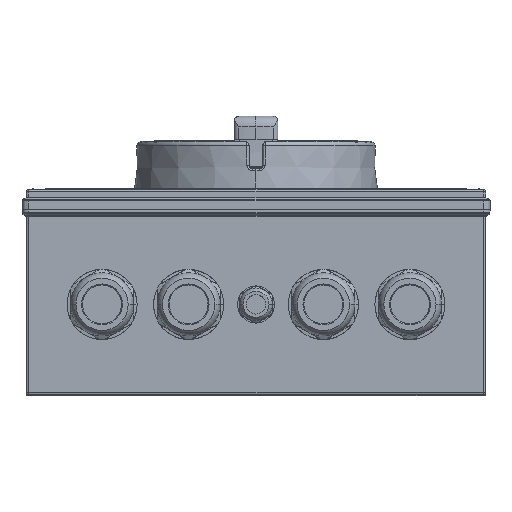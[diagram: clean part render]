
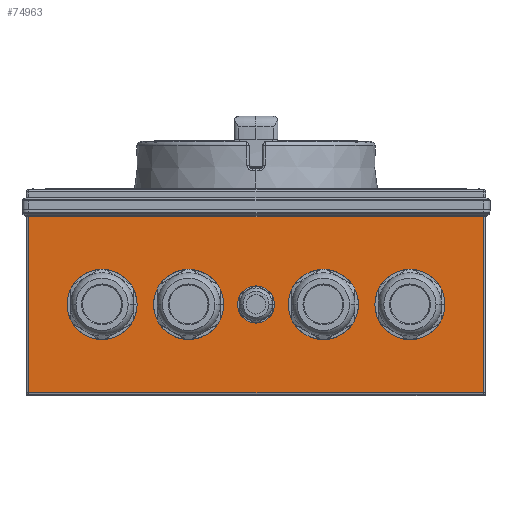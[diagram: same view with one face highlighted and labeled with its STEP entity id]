
A CAD part, top view. The second image highlights one B-rep face of the part: STEP entity #74963.
In plain terms, the highlighted face is planar.
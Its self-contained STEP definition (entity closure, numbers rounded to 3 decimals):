
#31922 = CARTESIAN_POINT ( 'NONE',  ( -167.25, -133.3, -165.45 ) ) ;
#31927 = CARTESIAN_POINT ( 'NONE',  ( -167.25, -4.994, -165.45 ) ) ;
#31931 = CARTESIAN_POINT ( 'NONE',  ( -167.25, -133.3, 165.45 ) ) ;
#31941 = CARTESIAN_POINT ( 'NONE',  ( -167.25, -4.994, 165.45 ) ) ;
#37202 = ORIENTED_EDGE ( 'NONE', *, *, #95023, .F. ) ;
#37204 = ORIENTED_EDGE ( 'NONE', *, *, #135437, .F. ) ;
#37206 = ORIENTED_EDGE ( 'NONE', *, *, #95028, .F. ) ;
#37208 = ORIENTED_EDGE ( 'NONE', *, *, #135441, .F. ) ;
#37210 = ORIENTED_EDGE ( 'NONE', *, *, #95033, .F. ) ;
#37212 = ORIENTED_EDGE ( 'NONE', *, *, #132949, .F. ) ;
#37215 = ORIENTED_EDGE ( 'NONE', *, *, #95037, .F. ) ;
#37217 = ORIENTED_EDGE ( 'NONE', *, *, #135439, .F. ) ;
#37219 = ORIENTED_EDGE ( 'NONE', *, *, #95041, .F. ) ;
#37221 = ORIENTED_EDGE ( 'NONE', *, *, #135387, .F. ) ;
#37223 = ORIENTED_EDGE ( 'NONE', *, *, #95044, .T. ) ;
#37225 = ORIENTED_EDGE ( 'NONE', *, *, #95048, .T. ) ;
#37228 = ORIENTED_EDGE ( 'NONE', *, *, #95053, .T. ) ;
#37230 = ORIENTED_EDGE ( 'NONE', *, *, #95058, .T. ) ;
#41389 = DIRECTION ( 'NONE',  ( -1., 0., 0. ) ) ;
#41396 = PLANE ( 'NONE',  #57639 ) ;
#41397 = CARTESIAN_POINT ( 'NONE',  ( -167.25, -134.8, -167.25 ) ) ;
#41401 = DIRECTION ( 'NONE',  ( 0., 0., 1. ) ) ;
#46316 = FACE_BOUND ( 'NONE', #143542, .T. ) ;
#46318 = FACE_BOUND ( 'NONE', #143755, .T. ) ;
#46320 = FACE_BOUND ( 'NONE', #143546, .T. ) ;
#46323 = FACE_BOUND ( 'NONE', #143536, .T. ) ;
#46324 = FACE_BOUND ( 'NONE', #143768, .T. ) ;
#46325 = FACE_OUTER_BOUND ( 'NONE', #143540, .T. ) ;
#48701 = AXIS2_PLACEMENT_3D ( 'NONE', #93735, #93739, #93743 ) ;
#48704 = AXIS2_PLACEMENT_3D ( 'NONE', #93752, #93754, #93758 ) ;
#48707 = AXIS2_PLACEMENT_3D ( 'NONE', #93768, #93772, #93775 ) ;
#48710 = AXIS2_PLACEMENT_3D ( 'NONE', #93784, #93787, #93791 ) ;
#48712 = AXIS2_PLACEMENT_3D ( 'NONE', #93800, #93804, #93808 ) ;
#49952 = AXIS2_PLACEMENT_3D ( 'NONE', #72893, #72894, #72895 ) ;
#50046 = AXIS2_PLACEMENT_3D ( 'NONE', #82773, #82774, #82775 ) ;
#50067 = AXIS2_PLACEMENT_3D ( 'NONE', #82949, #82950, #82951 ) ;
#50068 = AXIS2_PLACEMENT_3D ( 'NONE', #82953, #82954, #82955 ) ;
#50072 = AXIS2_PLACEMENT_3D ( 'NONE', #82962, #82963, #82964 ) ;
#57639 = AXIS2_PLACEMENT_3D ( 'NONE', #41397, #41389, #41401 ) ;
#59769 = CIRCLE ( 'NONE', #49952, 20.25 ) ;
#72893 = CARTESIAN_POINT ( 'NONE',  ( -167.25, -69.007, -49.004 ) ) ;
#72894 = DIRECTION ( 'NONE',  ( -1., 0., 0. ) ) ;
#72895 = DIRECTION ( 'NONE',  ( 0., 0., 1. ) ) ;
#74963 = ADVANCED_FACE ( 'NONE', ( #46316, #46324, #46320, #46323, #46318, #46325 ), #41396, .T. ) ;
#77142 = VERTEX_POINT ( 'NONE', #79024 ) ;
#77145 = VERTEX_POINT ( 'NONE', #79025 ) ;
#77152 = VERTEX_POINT ( 'NONE', #79029 ) ;
#77154 = VERTEX_POINT ( 'NONE', #79030 ) ;
#77162 = VERTEX_POINT ( 'NONE', #79033 ) ;
#77164 = VERTEX_POINT ( 'NONE', #79034 ) ;
#77170 = VERTEX_POINT ( 'NONE', #79038 ) ;
#77172 = VERTEX_POINT ( 'NONE', #79039 ) ;
#77179 = VERTEX_POINT ( 'NONE', #79043 ) ;
#77181 = VERTEX_POINT ( 'NONE', #79044 ) ;
#79024 = CARTESIAN_POINT ( 'NONE',  ( -167.25, -69.013, 28.746 ) ) ;
#79025 = CARTESIAN_POINT ( 'NONE',  ( -167.25, -69.013, 69.246 ) ) ;
#79029 = CARTESIAN_POINT ( 'NONE',  ( -167.25, -69.017, 91.746 ) ) ;
#79030 = CARTESIAN_POINT ( 'NONE',  ( -167.25, -69.017, 132.246 ) ) ;
#79033 = CARTESIAN_POINT ( 'NONE',  ( -167.25, -69.007, -69.254 ) ) ;
#79034 = CARTESIAN_POINT ( 'NONE',  ( -167.25, -69.007, -28.754 ) ) ;
#79038 = CARTESIAN_POINT ( 'NONE',  ( -167.25, -69.003, -132.254 ) ) ;
#79039 = CARTESIAN_POINT ( 'NONE',  ( -167.25, -69.003, -91.754 ) ) ;
#79043 = CARTESIAN_POINT ( 'NONE',  ( -167.25, -69.01, -10.254 ) ) ;
#79044 = CARTESIAN_POINT ( 'NONE',  ( -167.25, -69.01, 10.246 ) ) ;
#81598 = CIRCLE ( 'NONE', #50046, 10.25 ) ;
#81643 = CIRCLE ( 'NONE', #50067, 20.25 ) ;
#81645 = CIRCLE ( 'NONE', #50068, 20.25 ) ;
#81648 = CIRCLE ( 'NONE', #50072, 20.25 ) ;
#82773 = CARTESIAN_POINT ( 'NONE',  ( -167.25, -69.01, -0.004 ) ) ;
#82774 = DIRECTION ( 'NONE',  ( -1., 0., 0. ) ) ;
#82775 = DIRECTION ( 'NONE',  ( 0., 0., 1. ) ) ;
#82949 = CARTESIAN_POINT ( 'NONE',  ( -167.25, -69.013, 48.996 ) ) ;
#82950 = DIRECTION ( 'NONE',  ( -1., 0., 0. ) ) ;
#82951 = DIRECTION ( 'NONE',  ( 0., 0., 1. ) ) ;
#82953 = CARTESIAN_POINT ( 'NONE',  ( -167.25, -69.003, -112.004 ) ) ;
#82954 = DIRECTION ( 'NONE',  ( -1., 0., 0. ) ) ;
#82955 = DIRECTION ( 'NONE',  ( 0., 0., 1. ) ) ;
#82962 = CARTESIAN_POINT ( 'NONE',  ( -167.25, -69.017, 111.996 ) ) ;
#82963 = DIRECTION ( 'NONE',  ( -1., 0., 0. ) ) ;
#82964 = DIRECTION ( 'NONE',  ( 0., 0., 1. ) ) ;
#93735 = CARTESIAN_POINT ( 'NONE',  ( -167.25, -69.013, 48.996 ) ) ;
#93739 = DIRECTION ( 'NONE',  ( -1., 0., 0. ) ) ;
#93743 = DIRECTION ( 'NONE',  ( 0., 0., 1. ) ) ;
#93752 = CARTESIAN_POINT ( 'NONE',  ( -167.25, -69.017, 111.996 ) ) ;
#93754 = DIRECTION ( 'NONE',  ( -1., 0., 0. ) ) ;
#93758 = DIRECTION ( 'NONE',  ( 0., 0., 1. ) ) ;
#93764 = CARTESIAN_POINT ( 'NONE',  ( -167.25, -133.3, 165.45 ) ) ;
#93768 = CARTESIAN_POINT ( 'NONE',  ( -167.25, -69.007, -49.004 ) ) ;
#93772 = DIRECTION ( 'NONE',  ( -1., 0., 0. ) ) ;
#93775 = DIRECTION ( 'NONE',  ( 0., 0., 1. ) ) ;
#93780 = DIRECTION ( 'NONE',  ( 0., 0., 1. ) ) ;
#93784 = CARTESIAN_POINT ( 'NONE',  ( -167.25, -69.003, -112.004 ) ) ;
#93787 = DIRECTION ( 'NONE',  ( -1., 0., 0. ) ) ;
#93791 = DIRECTION ( 'NONE',  ( 0., 0., 1. ) ) ;
#93795 = CARTESIAN_POINT ( 'NONE',  ( -167.25, -134.8, -165.45 ) ) ;
#93799 = DIRECTION ( 'NONE',  ( 0., -1., 0. ) ) ;
#93800 = CARTESIAN_POINT ( 'NONE',  ( -167.25, -69.01, -0.004 ) ) ;
#93804 = DIRECTION ( 'NONE',  ( -1., 0., 0. ) ) ;
#93808 = DIRECTION ( 'NONE',  ( 0., 0., 1. ) ) ;
#93812 = DIRECTION ( 'NONE',  ( 0., 1., 0. ) ) ;
#93818 = CARTESIAN_POINT ( 'NONE',  ( -167.25, -134.8, 165.45 ) ) ;
#93822 = CARTESIAN_POINT ( 'NONE',  ( -167.25, -4.994, -167.25 ) ) ;
#93834 = DIRECTION ( 'NONE',  ( 0., 0., -1. ) ) ;
#95023 = EDGE_CURVE ( 'NONE', #77145, #77142, #95579, .T. ) ;
#95028 = EDGE_CURVE ( 'NONE', #77154, #77152, #95656, .T. ) ;
#95033 = EDGE_CURVE ( 'NONE', #77164, #77162, #95660, .T. ) ;
#95037 = EDGE_CURVE ( 'NONE', #77172, #77170, #95664, .T. ) ;
#95041 = EDGE_CURVE ( 'NONE', #77181, #77179, #95668, .T. ) ;
#95044 = EDGE_CURVE ( 'NONE', #103287, #103282, #95672, .T. ) ;
#95048 = EDGE_CURVE ( 'NONE', #103282, #103290, #95676, .T. ) ;
#95053 = EDGE_CURVE ( 'NONE', #103290, #103291, #95683, .T. ) ;
#95058 = EDGE_CURVE ( 'NONE', #103291, #103287, #95691, .T. ) ;
#95579 = CIRCLE ( 'NONE', #48701, 20.25 ) ;
#95656 = CIRCLE ( 'NONE', #48704, 20.25 ) ;
#95660 = CIRCLE ( 'NONE', #48707, 20.25 ) ;
#95664 = CIRCLE ( 'NONE', #48710, 20.25 ) ;
#95668 = CIRCLE ( 'NONE', #48712, 10.25 ) ;
#95672 = LINE ( 'NONE', #93795, #95679 ) ;
#95676 = LINE ( 'NONE', #93764, #95687 ) ;
#95679 = VECTOR ( 'NONE', #93799, 1000. ) ;
#95683 = LINE ( 'NONE', #93818, #95695 ) ;
#95687 = VECTOR ( 'NONE', #93780, 1000. ) ;
#95691 = LINE ( 'NONE', #93822, #95703 ) ;
#95695 = VECTOR ( 'NONE', #93812, 1000. ) ;
#95703 = VECTOR ( 'NONE', #93834, 1000. ) ;
#103282 = VERTEX_POINT ( 'NONE', #31922 ) ;
#103287 = VERTEX_POINT ( 'NONE', #31927 ) ;
#103290 = VERTEX_POINT ( 'NONE', #31931 ) ;
#103291 = VERTEX_POINT ( 'NONE', #31941 ) ;
#132949 = EDGE_CURVE ( 'NONE', #77162, #77164, #59769, .T. ) ;
#135387 = EDGE_CURVE ( 'NONE', #77179, #77181, #81598, .T. ) ;
#135437 = EDGE_CURVE ( 'NONE', #77142, #77145, #81643, .T. ) ;
#135439 = EDGE_CURVE ( 'NONE', #77170, #77172, #81645, .T. ) ;
#135441 = EDGE_CURVE ( 'NONE', #77152, #77154, #81648, .T. ) ;
#143536 = EDGE_LOOP ( 'NONE', ( #37215, #37217 ) ) ;
#143540 = EDGE_LOOP ( 'NONE', ( #37223, #37225, #37228, #37230 ) ) ;
#143542 = EDGE_LOOP ( 'NONE', ( #37202, #37204 ) ) ;
#143546 = EDGE_LOOP ( 'NONE', ( #37210, #37212 ) ) ;
#143755 = EDGE_LOOP ( 'NONE', ( #37219, #37221 ) ) ;
#143768 = EDGE_LOOP ( 'NONE', ( #37206, #37208 ) ) ;
